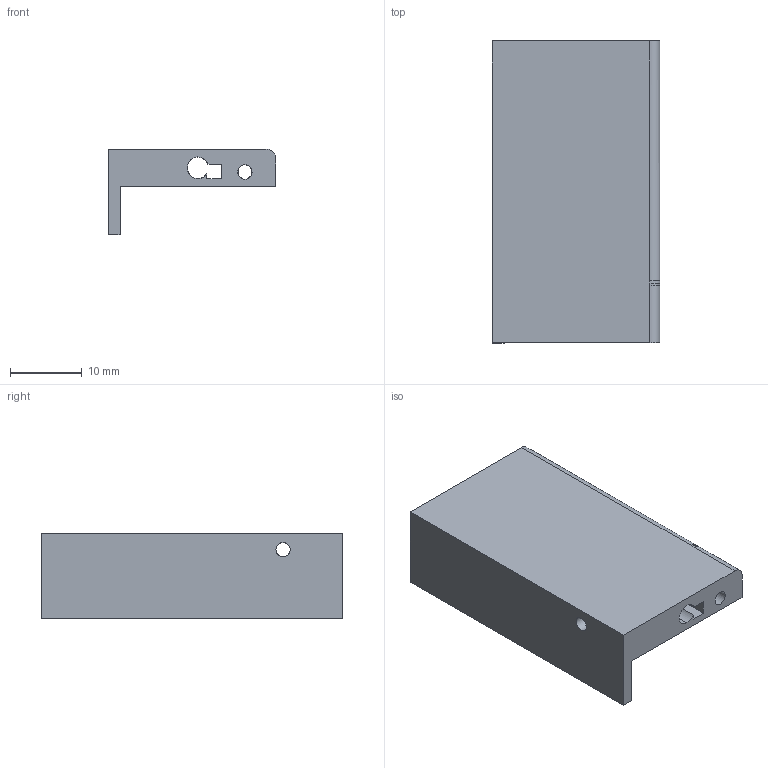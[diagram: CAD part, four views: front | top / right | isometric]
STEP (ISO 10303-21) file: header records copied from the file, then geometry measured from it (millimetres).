
FILE_DESCRIPTION(('Open CASCADE Model'),'2;1');
FILE_NAME('Open CASCADE Shape Model','2021-05-12T18:17:17',('Author'),( 'Open CASCADE'),'Open CASCADE STEP processor 7.4','Open CASCADE 7.4' ,'Unknown');
FILE_SCHEMA(('AUTOMOTIVE_DESIGN { 1 0 10303 214 1 1 1 1 }'));
Length unit declared in the file: millimetre
Products named in the file (1): Open CASCADE STEP translator 7.4 9
Bounding box: 23.34 x 42.07 x 11.97 mm (x, y, z)
Volume: 3942.6 mm3; surface area: 3826.9 mm2
Topology: 1 solids, 1 shells, 31 faces, 102 edges, 67 vertices
Faces by surface type: plane 18, cylinder 9, bspline 4
Full cylindrical faces by diameter (mm): 2 x3
Entity records: 5604 total; most frequent: CARTESIAN_POINT 3747, DIRECTION 292, ORIENTED_EDGE 204, PCURVE 204, DEFINITIONAL_REPRESENTATION 204, LINE 188, VECTOR 188, EDGE_CURVE 102
